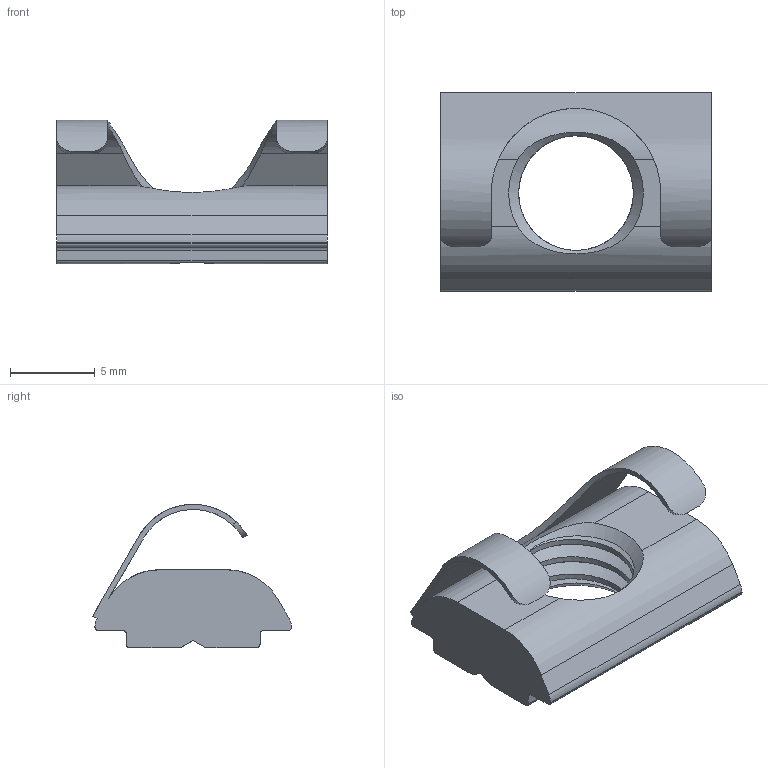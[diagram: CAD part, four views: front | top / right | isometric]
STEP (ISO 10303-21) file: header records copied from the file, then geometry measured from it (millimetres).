
FILE_DESCRIPTION(/* description */ (''),/* implementation_level */ '2;1');
FILE_NAME(/* name */ 'M8L-PF v2.step',/* time_stamp */ '2020-09-15T13:40:13-04:00',/* author */ (''),/* organization */ (''),/* preprocessor_version */ 'ST-DEVELOPER v18.1',/* originating_system */ 'Autodesk Translation Framework v9.3.0.1241',/* authorisation */ '');
FILE_SCHEMA (('AUTOMOTIVE_DESIGN { 1 0 10303 214 3 1 1 }'));
Length unit declared in the file: millimetre
Products named in the file (1): M8L-PF
Bounding box: 16 x 11.73 x 8.47 mm (x, y, z)
Volume: 521.4 mm3; surface area: 828.3 mm2
Topology: 1 solids, 1 shells, 62 faces, 184 edges, 121 vertices
Faces by surface type: cylinder 30, plane 28, bspline 2, cone 2
Full cylindrical faces by diameter (mm): 6.779 x2, 8.17 x1
Entity records: 3006 total; most frequent: CARTESIAN_POINT 1332, ORIENTED_EDGE 368, DIRECTION 318, EDGE_CURVE 184, VERTEX_POINT 121, AXIS2_PLACEMENT_3D 113, LINE 92, VECTOR 92
